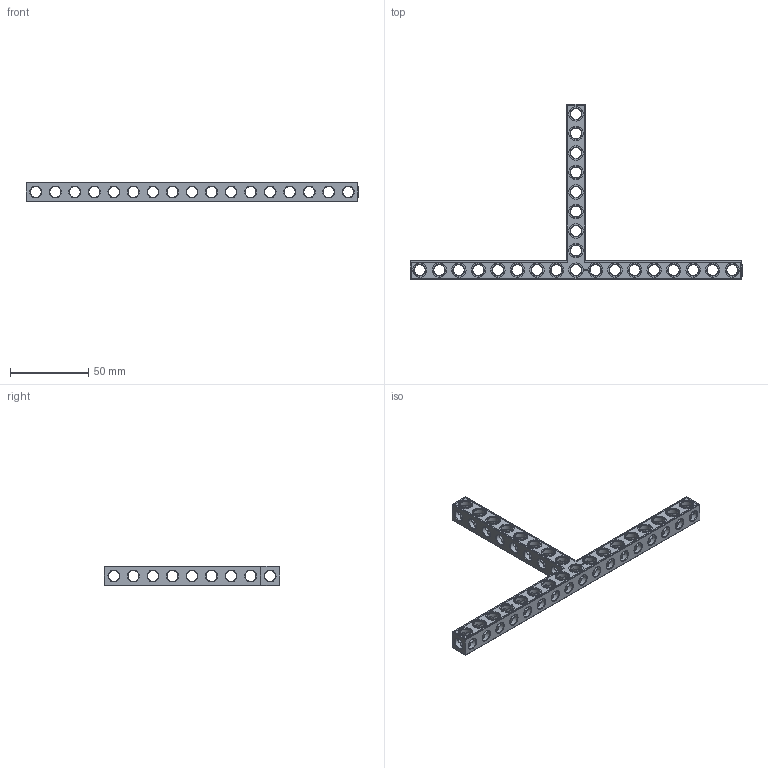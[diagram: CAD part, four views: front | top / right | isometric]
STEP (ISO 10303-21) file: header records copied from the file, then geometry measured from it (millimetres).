
FILE_DESCRIPTION(('FreeCAD Model'),'2;1');
FILE_NAME('Open CASCADE Shape Model','2022-01-28T22:14:10',( 'Paulo Kiefe'),('STEMFIE.org'),'Open CASCADE STEP processor 7.4', 'FreeCAD','Unknown');
FILE_SCHEMA(('AUTOMOTIVE_DESIGN { 1 0 10303 214 1 1 1 1 }'));
Products named in the file (1): Beam_TSH_SYM_ESS_BU17x09x01_-_SPN-BEM-1140_(stemfie.org)
Bounding box: 212.5 x 112.5 x 12.5 mm (x, y, z)
Volume: 24423.1 mm3; surface area: 21904.9 mm2
Topology: 1 solids, 1 shells, 780 faces, 2371 edges, 1553 vertices
Faces by surface type: plane 417, cylinder 153, extrusion 106, cone 104
Full cylindrical faces by diameter (mm): 6.98 x18, 7 x110, 9.2 x25
Entity records: 94646 total; most frequent: CARTESIAN_POINT 50167, DIRECTION 7293, ORIENTED_EDGE 4742, PCURVE 4742, DEFINITIONAL_REPRESENTATION 4742, VECTOR 4740, LINE 4634, EDGE_CURVE 2371
